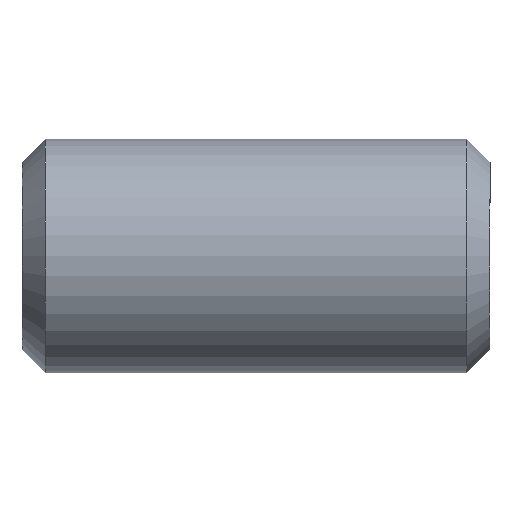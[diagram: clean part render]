
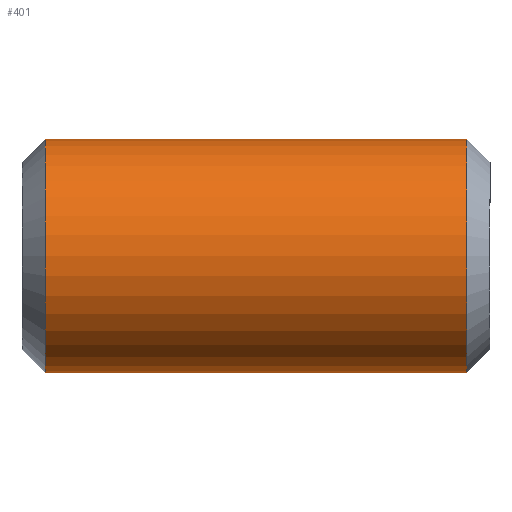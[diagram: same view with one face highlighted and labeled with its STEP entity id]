
A CAD part, top view. The second image highlights one B-rep face of the part: STEP entity #401.
In plain terms, the highlighted cylindrical face has radius 2.5 mm (diameter 5 mm), a partial arc.
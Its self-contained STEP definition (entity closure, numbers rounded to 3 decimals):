
#3 = CARTESIAN_POINT ( 'NONE',  ( 9.5, 2.5, 0. ) ) ;
#23 = CYLINDRICAL_SURFACE ( 'NONE', #442, 2.5 ) ;
#33 = VECTOR ( 'NONE', #258, 1000. ) ;
#37 = FACE_OUTER_BOUND ( 'NONE', #415, .T. ) ;
#39 = DIRECTION ( 'NONE',  ( 0., 1., 0. ) ) ;
#41 = VECTOR ( 'NONE', #256, 1000. ) ;
#49 = LINE ( 'NONE', #397, #33 ) ;
#56 = CARTESIAN_POINT ( 'NONE',  ( 9.5, 0., 0. ) ) ;
#58 = DIRECTION ( 'NONE',  ( -1., 0., 0. ) ) ;
#69 = CARTESIAN_POINT ( 'NONE',  ( 0.5, -2.5, 0. ) ) ;
#70 = AXIS2_PLACEMENT_3D ( 'NONE', #411, #183, #181 ) ;
#82 = CIRCLE ( 'NONE', #182, 2.5 ) ;
#83 = CARTESIAN_POINT ( 'NONE',  ( 9.5, -2.5, 0. ) ) ;
#84 = LINE ( 'NONE', #396, #41 ) ;
#92 = CIRCLE ( 'NONE', #70, 2.5 ) ;
#93 = CARTESIAN_POINT ( 'NONE',  ( 0.5, 2.5, 0. ) ) ;
#159 = CARTESIAN_POINT ( 'NONE',  ( 10., 0., 0. ) ) ;
#181 = DIRECTION ( 'NONE',  ( 0., -1., 0. ) ) ;
#182 = AXIS2_PLACEMENT_3D ( 'NONE', #56, #58, #39 ) ;
#183 = DIRECTION ( 'NONE',  ( 1., 0., 0. ) ) ;
#194 = ORIENTED_EDGE ( 'NONE', *, *, #380, .T. ) ;
#256 = DIRECTION ( 'NONE',  ( 1., 0., 0. ) ) ;
#258 = DIRECTION ( 'NONE',  ( 1., 0., 0. ) ) ;
#292 = EDGE_CURVE ( 'NONE', #358, #340, #92, .T. ) ;
#295 = DIRECTION ( 'NONE',  ( 1., 0., 0. ) ) ;
#308 = EDGE_CURVE ( 'NONE', #311, #348, #82, .T. ) ;
#311 = VERTEX_POINT ( 'NONE', #83 ) ;
#323 = ORIENTED_EDGE ( 'NONE', *, *, #390, .F. ) ;
#324 = ORIENTED_EDGE ( 'NONE', *, *, #292, .T. ) ;
#340 = VERTEX_POINT ( 'NONE', #69 ) ;
#348 = VERTEX_POINT ( 'NONE', #3 ) ;
#358 = VERTEX_POINT ( 'NONE', #93 ) ;
#359 = DIRECTION ( 'NONE',  ( 0., 1., 0. ) ) ;
#380 = EDGE_CURVE ( 'NONE', #340, #311, #84, .T. ) ;
#390 = EDGE_CURVE ( 'NONE', #358, #348, #49, .T. ) ;
#396 = CARTESIAN_POINT ( 'NONE',  ( 10., -2.5, 0. ) ) ;
#397 = CARTESIAN_POINT ( 'NONE',  ( 10., 2.5, 0. ) ) ;
#401 = ADVANCED_FACE ( 'NONE', ( #37 ), #23, .T. ) ;
#411 = CARTESIAN_POINT ( 'NONE',  ( 0.5, 0., 0. ) ) ;
#415 = EDGE_LOOP ( 'NONE', ( #324, #194, #432, #323 ) ) ;
#432 = ORIENTED_EDGE ( 'NONE', *, *, #308, .T. ) ;
#442 = AXIS2_PLACEMENT_3D ( 'NONE', #159, #295, #359 ) ;
